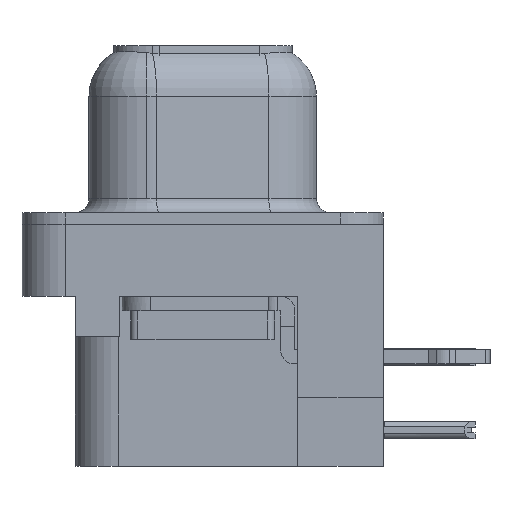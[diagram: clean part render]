
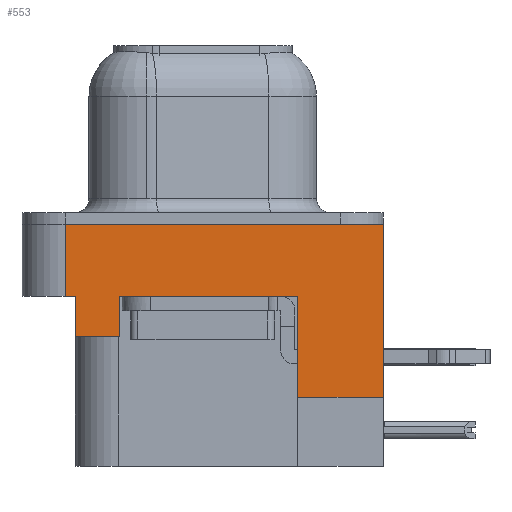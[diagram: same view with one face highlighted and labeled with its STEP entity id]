
A CAD part, left-side view. The second image highlights one B-rep face of the part: STEP entity #553.
In plain terms, the highlighted planar face has unit normal (-1, 0, 0).
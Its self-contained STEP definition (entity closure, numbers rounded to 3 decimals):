
#553 = ADVANCED_FACE ( 'NONE', ( #9964 ), #8578, .T. ) ;
#603 = CARTESIAN_POINT ( 'NONE',  ( -2.91, -6.275, -2.5 ) ) ;
#907 = EDGE_CURVE ( 'NONE', #6993, #6399, #18980, .T. ) ;
#975 = DIRECTION ( 'NONE',  ( 0., 0., 1. ) ) ;
#1157 = CARTESIAN_POINT ( 'NONE',  ( -2.91, 4.425, -3.9 ) ) ;
#1186 = VECTOR ( 'NONE', #7485, 1000. ) ;
#1547 = VERTEX_POINT ( 'NONE', #1920 ) ;
#1920 = CARTESIAN_POINT ( 'NONE',  ( -2.91, -3.295, -6. ) ) ;
#2003 = EDGE_LOOP ( 'NONE', ( #20993, #14818, #4095, #13918, #9347, #6487, #16551, #15889, #4523, #5528 ) ) ;
#2228 = DIRECTION ( 'NONE',  ( 0., -1., 0. ) ) ;
#2581 = DIRECTION ( 'NONE',  ( 0., 0., 1. ) ) ;
#3032 = LINE ( 'NONE', #9175, #7438 ) ;
#3567 = VERTEX_POINT ( 'NONE', #13214 ) ;
#3636 = DIRECTION ( 'NONE',  ( 0., 0., 1. ) ) ;
#3984 = VERTEX_POINT ( 'NONE', #20783 ) ;
#4095 = ORIENTED_EDGE ( 'NONE', *, *, #13692, .F. ) ;
#4099 = CARTESIAN_POINT ( 'NONE',  ( -2.91, -6.275, 0. ) ) ;
#4523 = ORIENTED_EDGE ( 'NONE', *, *, #17621, .T. ) ;
#4773 = LINE ( 'NONE', #4904, #21278 ) ;
#4869 = VERTEX_POINT ( 'NONE', #12487 ) ;
#4904 = CARTESIAN_POINT ( 'NONE',  ( -2.91, -6.495, -6. ) ) ;
#5528 = ORIENTED_EDGE ( 'NONE', *, *, #20045, .F. ) ;
#5586 = CARTESIAN_POINT ( 'NONE',  ( -2.91, -6.275, -6. ) ) ;
#5634 = LINE ( 'NONE', #603, #18278 ) ;
#5635 = CARTESIAN_POINT ( 'NONE',  ( -2.91, -6.275, -2.5 ) ) ;
#5969 = EDGE_CURVE ( 'NONE', #6563, #3567, #5634, .T. ) ;
#6120 = EDGE_CURVE ( 'NONE', #6993, #19698, #3032, .T. ) ;
#6121 = LINE ( 'NONE', #15666, #1186 ) ;
#6399 = VERTEX_POINT ( 'NONE', #18284 ) ;
#6487 = ORIENTED_EDGE ( 'NONE', *, *, #20569, .F. ) ;
#6563 = VERTEX_POINT ( 'NONE', #5586 ) ;
#6597 = LINE ( 'NONE', #15825, #10482 ) ;
#6993 = VERTEX_POINT ( 'NONE', #8896 ) ;
#7337 = CARTESIAN_POINT ( 'NONE',  ( -2.91, 4.425, -3.9 ) ) ;
#7438 = VECTOR ( 'NONE', #975, 1000. ) ;
#7485 = DIRECTION ( 'NONE',  ( 0., 0., 1. ) ) ;
#7900 = AXIS2_PLACEMENT_3D ( 'NONE', #11910, #13583, #3636 ) ;
#8146 = VECTOR ( 'NONE', #2228, 1000. ) ;
#8578 = PLANE ( 'NONE',  #7900 ) ;
#8586 = CARTESIAN_POINT ( 'NONE',  ( -2.91, 2.895, -2.5 ) ) ;
#8724 = EDGE_CURVE ( 'NONE', #6563, #1547, #4773, .T. ) ;
#8896 = CARTESIAN_POINT ( 'NONE',  ( -2.91, 2.895, -3.9 ) ) ;
#8945 = CARTESIAN_POINT ( 'NONE',  ( -2.91, 4.775, 0. ) ) ;
#9175 = CARTESIAN_POINT ( 'NONE',  ( -2.91, 2.895, -3.9 ) ) ;
#9347 = ORIENTED_EDGE ( 'NONE', *, *, #20962, .T. ) ;
#9487 = DIRECTION ( 'NONE',  ( 0., 0., 1. ) ) ;
#9964 = FACE_OUTER_BOUND ( 'NONE', #2003, .T. ) ;
#9978 = VECTOR ( 'NONE', #9487, 1000. ) ;
#10215 = VECTOR ( 'NONE', #17228, 1000. ) ;
#10482 = VECTOR ( 'NONE', #2581, 1000. ) ;
#10685 = VECTOR ( 'NONE', #10688, 1000. ) ;
#10688 = DIRECTION ( 'NONE',  ( 0., -1., 0. ) ) ;
#11910 = CARTESIAN_POINT ( 'NONE',  ( -2.91, -6.275, -2.5 ) ) ;
#12219 = DIRECTION ( 'NONE',  ( 0., 0., 1. ) ) ;
#12487 = CARTESIAN_POINT ( 'NONE',  ( -2.91, 4.775, -2.5 ) ) ;
#12572 = LINE ( 'NONE', #15480, #8146 ) ;
#13214 = CARTESIAN_POINT ( 'NONE',  ( -2.91, -6.275, 0. ) ) ;
#13583 = DIRECTION ( 'NONE',  ( -1., 0., 0. ) ) ;
#13692 = EDGE_CURVE ( 'NONE', #19962, #3567, #15606, .T. ) ;
#13918 = ORIENTED_EDGE ( 'NONE', *, *, #21109, .F. ) ;
#13971 = LINE ( 'NONE', #5635, #18309 ) ;
#14375 = LINE ( 'NONE', #1157, #9978 ) ;
#14803 = DIRECTION ( 'NONE',  ( 0., 1., 0. ) ) ;
#14818 = ORIENTED_EDGE ( 'NONE', *, *, #5969, .T. ) ;
#15480 = CARTESIAN_POINT ( 'NONE',  ( -2.91, -6.275, -2.5 ) ) ;
#15543 = DIRECTION ( 'NONE',  ( 0., -1., 0. ) ) ;
#15606 = LINE ( 'NONE', #4099, #10685 ) ;
#15666 = CARTESIAN_POINT ( 'NONE',  ( -2.91, -3.295, -8.4 ) ) ;
#15825 = CARTESIAN_POINT ( 'NONE',  ( -2.91, 4.775, -2.5 ) ) ;
#15889 = ORIENTED_EDGE ( 'NONE', *, *, #6120, .T. ) ;
#16551 = ORIENTED_EDGE ( 'NONE', *, *, #907, .F. ) ;
#17228 = DIRECTION ( 'NONE',  ( 0., 1., 0. ) ) ;
#17621 = EDGE_CURVE ( 'NONE', #19698, #20321, #13971, .T. ) ;
#18278 = VECTOR ( 'NONE', #12219, 1000. ) ;
#18284 = CARTESIAN_POINT ( 'NONE',  ( -2.91, 4.425, -3.9 ) ) ;
#18309 = VECTOR ( 'NONE', #15543, 1000. ) ;
#18980 = LINE ( 'NONE', #7337, #10215 ) ;
#19698 = VERTEX_POINT ( 'NONE', #8586 ) ;
#19728 = CARTESIAN_POINT ( 'NONE',  ( -2.91, -3.295, -2.5 ) ) ;
#19962 = VERTEX_POINT ( 'NONE', #8945 ) ;
#20045 = EDGE_CURVE ( 'NONE', #1547, #20321, #6121, .T. ) ;
#20321 = VERTEX_POINT ( 'NONE', #19728 ) ;
#20569 = EDGE_CURVE ( 'NONE', #6399, #3984, #14375, .T. ) ;
#20783 = CARTESIAN_POINT ( 'NONE',  ( -2.91, 4.425, -2.5 ) ) ;
#20962 = EDGE_CURVE ( 'NONE', #4869, #3984, #12572, .T. ) ;
#20993 = ORIENTED_EDGE ( 'NONE', *, *, #8724, .F. ) ;
#21109 = EDGE_CURVE ( 'NONE', #4869, #19962, #6597, .T. ) ;
#21278 = VECTOR ( 'NONE', #14803, 1000. ) ;
